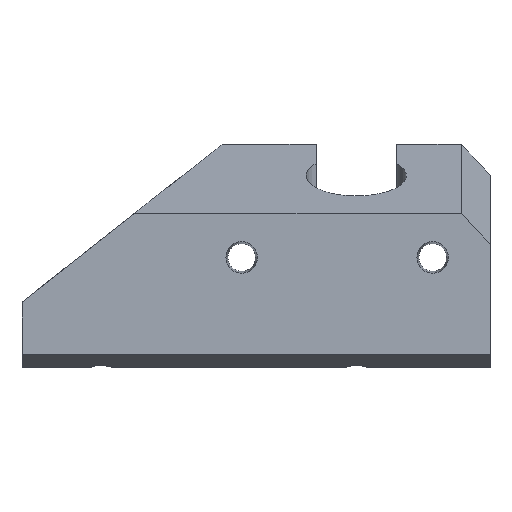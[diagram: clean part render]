
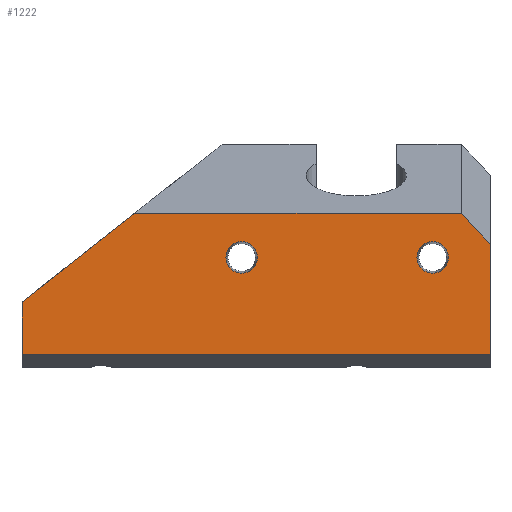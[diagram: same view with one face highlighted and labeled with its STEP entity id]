
A CAD part, front view. The second image highlights one B-rep face of the part: STEP entity #1222.
In plain terms, the highlighted planar face has unit normal (0, -1, 0).
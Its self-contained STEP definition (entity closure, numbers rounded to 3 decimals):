
#42=FACE_BOUND('',#161,.T.);
#43=FACE_BOUND('',#162,.T.);
#52=CIRCLE('',#1306,1.65);
#53=CIRCLE('',#1307,1.65);
#94=FACE_OUTER_BOUND('',#160,.T.);
#160=EDGE_LOOP('',(#824,#825,#826,#827,#828,#829));
#161=EDGE_LOOP('',(#830));
#162=EDGE_LOOP('',(#831));
#234=LINE('',#1777,#372);
#238=LINE('',#1785,#376);
#245=LINE('',#1799,#383);
#246=LINE('',#1801,#384);
#247=LINE('',#1803,#385);
#248=LINE('',#1804,#386);
#372=VECTOR('',#1417,10.);
#376=VECTOR('',#1423,10.);
#383=VECTOR('',#1432,10.);
#384=VECTOR('',#1433,10.);
#385=VECTOR('',#1434,10.);
#386=VECTOR('',#1435,10.);
#510=VERTEX_POINT('',#1775);
#511=VERTEX_POINT('',#1776);
#514=VERTEX_POINT('',#1784);
#520=VERTEX_POINT('',#1798);
#521=VERTEX_POINT('',#1800);
#522=VERTEX_POINT('',#1802);
#523=VERTEX_POINT('',#1805);
#524=VERTEX_POINT('',#1807);
#630=EDGE_CURVE('',#510,#511,#234,.T.);
#634=EDGE_CURVE('',#514,#511,#238,.T.);
#641=EDGE_CURVE('',#510,#520,#245,.T.);
#642=EDGE_CURVE('',#520,#521,#246,.T.);
#643=EDGE_CURVE('',#522,#521,#247,.T.);
#644=EDGE_CURVE('',#522,#514,#248,.T.);
#645=EDGE_CURVE('',#523,#523,#52,.T.);
#646=EDGE_CURVE('',#524,#524,#53,.T.);
#824=ORIENTED_EDGE('',*,*,#630,.F.);
#825=ORIENTED_EDGE('',*,*,#641,.T.);
#826=ORIENTED_EDGE('',*,*,#642,.T.);
#827=ORIENTED_EDGE('',*,*,#643,.F.);
#828=ORIENTED_EDGE('',*,*,#644,.T.);
#829=ORIENTED_EDGE('',*,*,#634,.T.);
#830=ORIENTED_EDGE('',*,*,#645,.F.);
#831=ORIENTED_EDGE('',*,*,#646,.F.);
#1178=PLANE('',#1305);
#1222=ADVANCED_FACE('',(#94,#42,#43),#1178,.T.);
#1305=AXIS2_PLACEMENT_3D('',#1797,#1430,#1431);
#1306=AXIS2_PLACEMENT_3D('',#1806,#1436,#1437);
#1307=AXIS2_PLACEMENT_3D('',#1808,#1438,#1439);
#1417=DIRECTION('',(0.68,0.,-0.733));
#1423=DIRECTION('',(0.,0.,1.));
#1430=DIRECTION('center_axis',(0.,-1.,0.));
#1431=DIRECTION('ref_axis',(1.,0.,0.));
#1432=DIRECTION('',(-1.,0.,0.));
#1433=DIRECTION('',(-0.786,0.,-0.618));
#1434=DIRECTION('',(0.,0.,1.));
#1435=DIRECTION('',(1.,0.,0.));
#1436=DIRECTION('center_axis',(0.,-1.,0.));
#1437=DIRECTION('ref_axis',(-1.,0.,0.));
#1438=DIRECTION('center_axis',(0.,-1.,0.));
#1439=DIRECTION('ref_axis',(-1.,0.,0.));
#1775=CARTESIAN_POINT('',(46.,0.,14.768));
#1776=CARTESIAN_POINT('',(49.,0.,11.532));
#1777=CARTESIAN_POINT('',(39.1,0.,22.21));
#1784=CARTESIAN_POINT('',(49.,0.,0.));
#1785=CARTESIAN_POINT('',(49.,0.,0.));
#1797=CARTESIAN_POINT('Origin',(0.,0.,0.));
#1798=CARTESIAN_POINT('',(11.796,0.,14.768));
#1799=CARTESIAN_POINT('',(24.5,0.,14.768));
#1800=CARTESIAN_POINT('',(0.,0.,5.5));
#1801=CARTESIAN_POINT('',(-1.336,0.,4.45));
#1802=CARTESIAN_POINT('',(0.,0.,0.));
#1803=CARTESIAN_POINT('',(0.,0.,0.));
#1804=CARTESIAN_POINT('',(0.,0.,0.));
#1805=CARTESIAN_POINT('',(44.65,0.,10.15));
#1806=CARTESIAN_POINT('Origin',(43.,0.,10.15));
#1807=CARTESIAN_POINT('',(24.65,0.,10.15));
#1808=CARTESIAN_POINT('Origin',(23.,0.,10.15));
